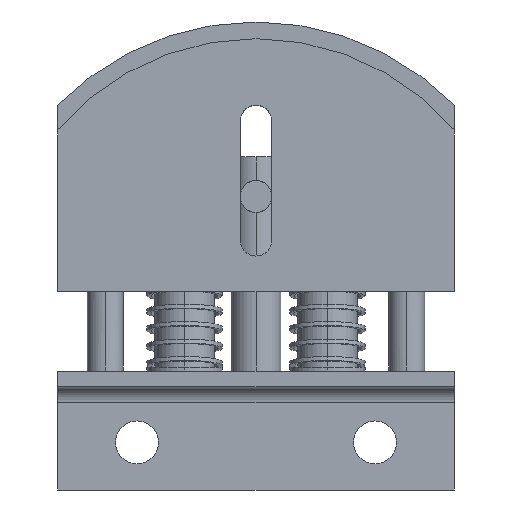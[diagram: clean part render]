
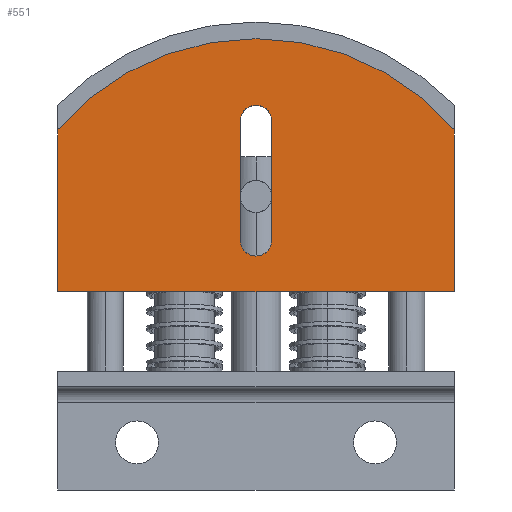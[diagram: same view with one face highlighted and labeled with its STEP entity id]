
A CAD part, left-side view. The second image highlights one B-rep face of the part: STEP entity #551.
In plain terms, the highlighted planar face has unit normal (-1, 0, 0).
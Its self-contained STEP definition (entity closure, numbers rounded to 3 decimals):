
#551=ADVANCED_FACE('',(#1154,#1155),#1156,.F.);
#1154=FACE_BOUND('',#1821,.T.);
#1155=FACE_OUTER_BOUND('',#1822,.T.);
#1156=PLANE('',#1823);
#1821=EDGE_LOOP('',(#3329,#3330,#3331,#3332));
#1822=EDGE_LOOP('',(#3333,#3334,#3335,#3336));
#1823=AXIS2_PLACEMENT_3D('',#3337,#3338,#3339);
#3329=ORIENTED_EDGE('',*,*,#3950,.T.);
#3330=ORIENTED_EDGE('',*,*,#4241,.T.);
#3331=ORIENTED_EDGE('',*,*,#3956,.T.);
#3332=ORIENTED_EDGE('',*,*,#4239,.T.);
#3333=ORIENTED_EDGE('',*,*,#4244,.T.);
#3334=ORIENTED_EDGE('',*,*,#4302,.T.);
#3335=ORIENTED_EDGE('',*,*,#4304,.T.);
#3336=ORIENTED_EDGE('',*,*,#4305,.T.);
#3337=CARTESIAN_POINT('',(-15.0,0.,39.461));
#3338=DIRECTION('',(1.0,0.0,0.0));
#3339=DIRECTION('',(0.0,1.0,0.0));
#3950=EDGE_CURVE('',#4760,#4764,#4766,.T.);
#3956=EDGE_CURVE('',#4769,#4775,#4777,.T.);
#4239=EDGE_CURVE('',#4775,#4760,#5179,.T.);
#4241=EDGE_CURVE('',#4764,#4769,#5181,.T.);
#4244=EDGE_CURVE('',#5186,#5183,#5187,.T.);
#4302=EDGE_CURVE('',#5183,#5258,#5260,.T.);
#4304=EDGE_CURVE('',#5258,#5262,#5263,.T.);
#4305=EDGE_CURVE('',#5262,#5186,#5264,.T.);
#4760=VERTEX_POINT('',#6103);
#4764=VERTEX_POINT('',#6146);
#4766=CIRCLE('',#6149,2.0);
#4769=VERTEX_POINT('',#6152);
#4775=VERTEX_POINT('',#6235);
#4777=CIRCLE('',#6238,2.0);
#5179=LINE('',#7027,#7028);
#5181=LINE('',#7030,#7031);
#5183=VERTEX_POINT('',#7033);
#5186=VERTEX_POINT('',#7037);
#5187=CIRCLE('',#7038,32.9);
#5258=VERTEX_POINT('',#7129);
#5260=LINE('',#7132,#7133);
#5262=VERTEX_POINT('',#7135);
#5263=LINE('',#7136,#7137);
#5264=LINE('',#7138,#7139);
#6103=CARTESIAN_POINT('',(-15.0,2.,46.5));
#6146=CARTESIAN_POINT('',(-15.0,-2.,46.5));
#6149=AXIS2_PLACEMENT_3D('',#7662,#7663,#7664);
#6152=CARTESIAN_POINT('',(-15.0,-2.,31.5));
#6235=CARTESIAN_POINT('',(-15.0,2.,31.5));
#6238=AXIS2_PLACEMENT_3D('',#7667,#7668,#7669);
#7027=CARTESIAN_POINT('',(-15.0,2.0,41.105));
#7028=VECTOR('',#8092,1.0);
#7030=CARTESIAN_POINT('',(-15.0,-2.0,39.23));
#7031=VECTOR('',#8093,1.0);
#7033=CARTESIAN_POINT('',(-15.0,25.0,45.387));
#7037=CARTESIAN_POINT('',(-15.0,-25.0,45.387));
#7038=AXIS2_PLACEMENT_3D('',#8095,#8096,#8097);
#7129=CARTESIAN_POINT('',(-15.0,25.0,25.0));
#7132=CARTESIAN_POINT('',(-15.0,25.0,48.495));
#7133=VECTOR('',#8167,1.0);
#7135=CARTESIAN_POINT('',(-15.0,-25.0,25.0));
#7136=CARTESIAN_POINT('',(-15.0,0.0,25.0));
#7137=VECTOR('',#8168,1.0);
#7138=CARTESIAN_POINT('',(-15.0,-25.0,25.0));
#7139=VECTOR('',#8169,1.0);
#7662=CARTESIAN_POINT('',(-15.0,0.,46.5));
#7663=DIRECTION('',(1.0,0.0,0.0));
#7664=DIRECTION('',(0.0,-1.,0.));
#7667=CARTESIAN_POINT('',(-15.0,0.,31.5));
#7668=DIRECTION('',(1.0,0.0,0.0));
#7669=DIRECTION('',(-0.0,1.,0.));
#8092=DIRECTION('',(-0.0,0.0,1.0));
#8093=DIRECTION('',(0.0,0.0,-1.0));
#8095=CARTESIAN_POINT('',(-15.0,0.0,24.0));
#8096=DIRECTION('',(-1.0,0.0,0.0));
#8097=DIRECTION('',(0.0,1.0,0.0));
#8167=DIRECTION('',(0.0,0.0,-1.0));
#8168=DIRECTION('',(0.0,-1.0,0.0));
#8169=DIRECTION('',(0.0,0.0,1.0));
